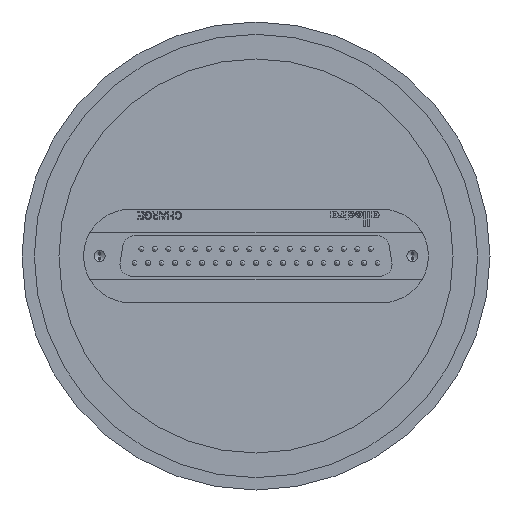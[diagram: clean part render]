
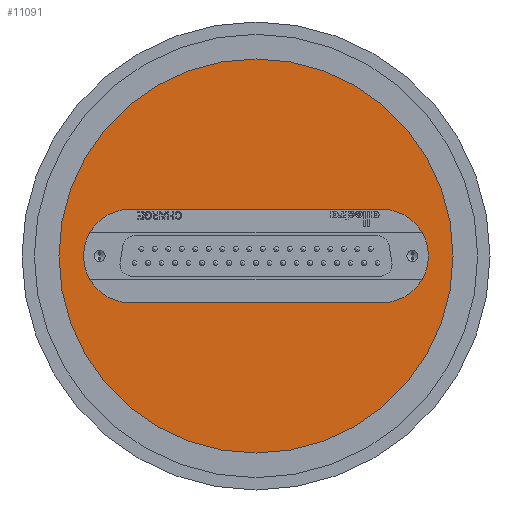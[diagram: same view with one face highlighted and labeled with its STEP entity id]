
A CAD part, front view. The second image highlights one B-rep face of the part: STEP entity #11091.
In plain terms, the highlighted planar face has unit normal (0, -1, 0).
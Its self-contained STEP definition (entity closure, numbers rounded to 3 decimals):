
#247 = DIRECTION ( 'NONE',  ( 0., -1., 0. ) ) ;
#492 = AXIS2_PLACEMENT_3D ( 'NONE', #2785, #1860, #6807 ) ;
#780 = ORIENTED_EDGE ( 'NONE', *, *, #7974, .T. ) ;
#952 = PLANE ( 'NONE',  #492 ) ;
#1233 = DIRECTION ( 'NONE',  ( 0., 0., -1. ) ) ;
#1629 = CARTESIAN_POINT ( 'NONE',  ( 0., -12., 0. ) ) ;
#1842 = CARTESIAN_POINT ( 'NONE',  ( -25.5, -12., -9.5 ) ) ;
#1860 = DIRECTION ( 'NONE',  ( 0., -1., 0. ) ) ;
#2081 = LINE ( 'NONE', #12096, #12067 ) ;
#2233 = AXIS2_PLACEMENT_3D ( 'NONE', #4206, #247, #1233 ) ;
#2568 = CIRCLE ( 'NONE', #9463, 9.5 ) ;
#2623 = DIRECTION ( 'NONE',  ( 0., 0., -1. ) ) ;
#2713 = DIRECTION ( 'NONE',  ( 0., 1., 0. ) ) ;
#2754 = DIRECTION ( 'NONE',  ( 0., -1., 0. ) ) ;
#2785 = CARTESIAN_POINT ( 'NONE',  ( 0., -12., -40. ) ) ;
#2922 = CARTESIAN_POINT ( 'NONE',  ( -25.5, -12., 0. ) ) ;
#2943 = VERTEX_POINT ( 'NONE', #1842 ) ;
#3138 = EDGE_CURVE ( 'NONE', #4438, #10748, #12310, .T. ) ;
#3318 = LINE ( 'NONE', #10454, #10606 ) ;
#3448 = EDGE_CURVE ( 'NONE', #5770, #4438, #2081, .T. ) ;
#3620 = ORIENTED_EDGE ( 'NONE', *, *, #4118, .T. ) ;
#3820 = ORIENTED_EDGE ( 'NONE', *, *, #3138, .T. ) ;
#4118 = EDGE_CURVE ( 'NONE', #10748, #2943, #3318, .T. ) ;
#4206 = CARTESIAN_POINT ( 'NONE',  ( 0., -12., 0. ) ) ;
#4438 = VERTEX_POINT ( 'NONE', #11313 ) ;
#5326 = CARTESIAN_POINT ( 'NONE',  ( 25.5, -12., -9.5 ) ) ;
#5770 = VERTEX_POINT ( 'NONE', #10206 ) ;
#6024 = DIRECTION ( 'NONE',  ( 0., 0., 1. ) ) ;
#6198 = DIRECTION ( 'NONE',  ( 1., 0., 0. ) ) ;
#6455 = CARTESIAN_POINT ( 'NONE',  ( 0., -12., -40. ) ) ;
#6785 = CIRCLE ( 'NONE', #2233, 40. ) ;
#6807 = DIRECTION ( 'NONE',  ( 0., 0., -1. ) ) ;
#6886 = EDGE_CURVE ( 'NONE', #10383, #8474, #6785, .T. ) ;
#7436 = DIRECTION ( 'NONE',  ( 0., 1., 0. ) ) ;
#7551 = EDGE_LOOP ( 'NONE', ( #10935, #12431 ) ) ;
#7798 = FACE_BOUND ( 'NONE', #8952, .T. ) ;
#7974 = EDGE_CURVE ( 'NONE', #2943, #5770, #2568, .T. ) ;
#8330 = DIRECTION ( 'NONE',  ( -1., 0., 0. ) ) ;
#8474 = VERTEX_POINT ( 'NONE', #13191 ) ;
#8900 = CIRCLE ( 'NONE', #12729, 40. ) ;
#8952 = EDGE_LOOP ( 'NONE', ( #3820, #3620, #780, #10539 ) ) ;
#9326 = AXIS2_PLACEMENT_3D ( 'NONE', #10681, #7436, #12624 ) ;
#9463 = AXIS2_PLACEMENT_3D ( 'NONE', #2922, #2713, #6024 ) ;
#10206 = CARTESIAN_POINT ( 'NONE',  ( -25.5, -12., 9.5 ) ) ;
#10383 = VERTEX_POINT ( 'NONE', #6455 ) ;
#10454 = CARTESIAN_POINT ( 'NONE',  ( 25.5, -12., -9.5 ) ) ;
#10539 = ORIENTED_EDGE ( 'NONE', *, *, #3448, .T. ) ;
#10606 = VECTOR ( 'NONE', #8330, 1000. ) ;
#10681 = CARTESIAN_POINT ( 'NONE',  ( 25.5, -12., 0. ) ) ;
#10748 = VERTEX_POINT ( 'NONE', #5326 ) ;
#10935 = ORIENTED_EDGE ( 'NONE', *, *, #6886, .T. ) ;
#11091 = ADVANCED_FACE ( 'NONE', ( #7798, #11992 ), #952, .T. ) ;
#11313 = CARTESIAN_POINT ( 'NONE',  ( 25.5, -12., 9.5 ) ) ;
#11992 = FACE_OUTER_BOUND ( 'NONE', #7551, .T. ) ;
#12067 = VECTOR ( 'NONE', #6198, 1000. ) ;
#12096 = CARTESIAN_POINT ( 'NONE',  ( 25.5, -12., 9.5 ) ) ;
#12310 = CIRCLE ( 'NONE', #9326, 9.5 ) ;
#12431 = ORIENTED_EDGE ( 'NONE', *, *, #13165, .T. ) ;
#12624 = DIRECTION ( 'NONE',  ( 0., 0., 1. ) ) ;
#12729 = AXIS2_PLACEMENT_3D ( 'NONE', #1629, #2754, #2623 ) ;
#13165 = EDGE_CURVE ( 'NONE', #8474, #10383, #8900, .T. ) ;
#13191 = CARTESIAN_POINT ( 'NONE',  ( 0., -12., 40. ) ) ;
